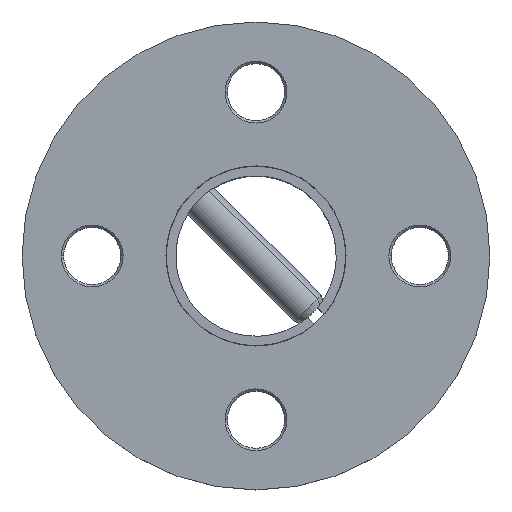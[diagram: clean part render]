
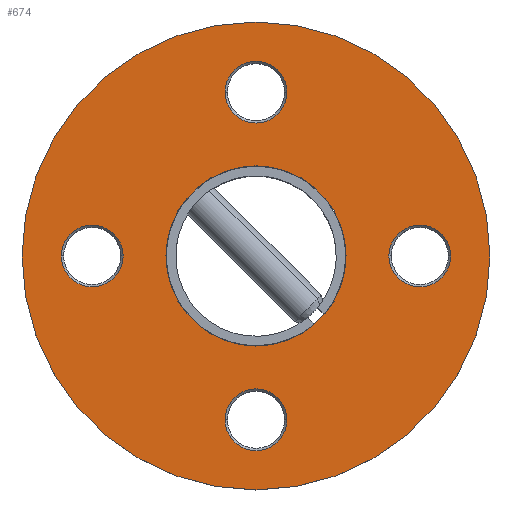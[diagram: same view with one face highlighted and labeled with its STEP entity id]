
A CAD part, top view. The second image highlights one B-rep face of the part: STEP entity #674.
In plain terms, the highlighted planar face has unit normal (0, 0, 1).
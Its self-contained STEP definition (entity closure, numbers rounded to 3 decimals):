
#2 = CARTESIAN_POINT ( 'NONE',  ( 0., 0., 6. ) ) ;
#21 = CIRCLE ( 'NONE', #2024, 6.6 ) ;
#47 = CARTESIAN_POINT ( 'NONE',  ( 6.6, 35., 6. ) ) ;
#54 = VERTEX_POINT ( 'NONE', #220 ) ;
#68 = CARTESIAN_POINT ( 'NONE',  ( 0., -35., 6. ) ) ;
#90 = CIRCLE ( 'NONE', #129, 19.25 ) ;
#121 = CARTESIAN_POINT ( 'NONE',  ( 50., 0., 6. ) ) ;
#129 = AXIS2_PLACEMENT_3D ( 'NONE', #1614, #2381, #721 ) ;
#131 = EDGE_LOOP ( 'NONE', ( #1070, #481 ) ) ;
#165 = EDGE_CURVE ( 'NONE', #370, #1947, #796, .T. ) ;
#199 = DIRECTION ( 'NONE',  ( 1., 0., 0. ) ) ;
#212 = DIRECTION ( 'NONE',  ( 1., 0., 0. ) ) ;
#220 = CARTESIAN_POINT ( 'NONE',  ( 19.25, 0., 6. ) ) ;
#271 = VERTEX_POINT ( 'NONE', #1809 ) ;
#311 = EDGE_CURVE ( 'NONE', #1843, #520, #1581, .T. ) ;
#322 = DIRECTION ( 'NONE',  ( 1., 0., 0. ) ) ;
#334 = EDGE_LOOP ( 'NONE', ( #513, #1660 ) ) ;
#370 = VERTEX_POINT ( 'NONE', #1270 ) ;
#399 = EDGE_CURVE ( 'NONE', #271, #2231, #21, .T. ) ;
#443 = DIRECTION ( 'NONE',  ( 1., 0., 0. ) ) ;
#444 = ORIENTED_EDGE ( 'NONE', *, *, #399, .T. ) ;
#455 = EDGE_LOOP ( 'NONE', ( #2201, #2005 ) ) ;
#476 = AXIS2_PLACEMENT_3D ( 'NONE', #1531, #2292, #1190 ) ;
#481 = ORIENTED_EDGE ( 'NONE', *, *, #586, .T. ) ;
#490 = CARTESIAN_POINT ( 'NONE',  ( 35., 0., 6. ) ) ;
#503 = CARTESIAN_POINT ( 'NONE',  ( 0., 0., 6. ) ) ;
#513 = ORIENTED_EDGE ( 'NONE', *, *, #311, .T. ) ;
#516 = CARTESIAN_POINT ( 'NONE',  ( 0., 0., 6. ) ) ;
#520 = VERTEX_POINT ( 'NONE', #1731 ) ;
#545 = DIRECTION ( 'NONE',  ( 0., 0., -1. ) ) ;
#561 = AXIS2_PLACEMENT_3D ( 'NONE', #2, #751, #199 ) ;
#565 = CARTESIAN_POINT ( 'NONE',  ( -28.4, 0., 6. ) ) ;
#571 = FACE_BOUND ( 'NONE', #455, .T. ) ;
#574 = CIRCLE ( 'NONE', #2066, 6.6 ) ;
#580 = CARTESIAN_POINT ( 'NONE',  ( -41.6, 0., 6. ) ) ;
#583 = FACE_BOUND ( 'NONE', #334, .T. ) ;
#586 = EDGE_CURVE ( 'NONE', #1231, #1682, #1326, .T. ) ;
#591 = CARTESIAN_POINT ( 'NONE',  ( -19.25, 0., 6. ) ) ;
#610 = AXIS2_PLACEMENT_3D ( 'NONE', #1436, #1632, #322 ) ;
#674 = ADVANCED_FACE ( 'NONE', ( #583, #763, #571, #2033, #1871, #1679 ), #1127, .T. ) ;
#715 = EDGE_CURVE ( 'NONE', #1257, #54, #1277, .T. ) ;
#721 = DIRECTION ( 'NONE',  ( 1., 0., 0. ) ) ;
#751 = DIRECTION ( 'NONE',  ( 0., 0., 1. ) ) ;
#756 = AXIS2_PLACEMENT_3D ( 'NONE', #1617, #545, #1265 ) ;
#763 = FACE_BOUND ( 'NONE', #131, .T. ) ;
#788 = AXIS2_PLACEMENT_3D ( 'NONE', #516, #2140, #1239 ) ;
#796 = CIRCLE ( 'NONE', #989, 6.6 ) ;
#806 = DIRECTION ( 'NONE',  ( 1., 0., 0. ) ) ;
#810 = CARTESIAN_POINT ( 'NONE',  ( 41.6, 0., 6. ) ) ;
#865 = AXIS2_PLACEMENT_3D ( 'NONE', #2243, #960, #2029 ) ;
#960 = DIRECTION ( 'NONE',  ( 0., 0., -1. ) ) ;
#989 = AXIS2_PLACEMENT_3D ( 'NONE', #68, #2328, #806 ) ;
#1021 = EDGE_LOOP ( 'NONE', ( #2390, #2277 ) ) ;
#1070 = ORIENTED_EDGE ( 'NONE', *, *, #1078, .T. ) ;
#1078 = EDGE_CURVE ( 'NONE', #1682, #1231, #1774, .T. ) ;
#1127 = PLANE ( 'NONE',  #1202 ) ;
#1149 = ORIENTED_EDGE ( 'NONE', *, *, #1636, .F. ) ;
#1190 = DIRECTION ( 'NONE',  ( 1., 0., 0. ) ) ;
#1202 = AXIS2_PLACEMENT_3D ( 'NONE', #1490, #1859, #212 ) ;
#1231 = VERTEX_POINT ( 'NONE', #580 ) ;
#1239 = DIRECTION ( 'NONE',  ( 1., 0., 0. ) ) ;
#1252 = EDGE_CURVE ( 'NONE', #520, #1843, #2094, .T. ) ;
#1257 = VERTEX_POINT ( 'NONE', #591 ) ;
#1265 = DIRECTION ( 'NONE',  ( 1., 0., 0. ) ) ;
#1270 = CARTESIAN_POINT ( 'NONE',  ( 6.6, -35., 6. ) ) ;
#1277 = CIRCLE ( 'NONE', #561, 19.25 ) ;
#1278 = AXIS2_PLACEMENT_3D ( 'NONE', #503, #2002, #1602 ) ;
#1296 = DIRECTION ( 'NONE',  ( 0., 0., -1. ) ) ;
#1326 = CIRCLE ( 'NONE', #610, 6.6 ) ;
#1362 = AXIS2_PLACEMENT_3D ( 'NONE', #2392, #1462, #2365 ) ;
#1375 = ORIENTED_EDGE ( 'NONE', *, *, #715, .F. ) ;
#1427 = CIRCLE ( 'NONE', #476, 6.6 ) ;
#1436 = CARTESIAN_POINT ( 'NONE',  ( -35., 0., 6. ) ) ;
#1462 = DIRECTION ( 'NONE',  ( 0., 0., -1. ) ) ;
#1490 = CARTESIAN_POINT ( 'NONE',  ( 0., 0., 6. ) ) ;
#1504 = CIRCLE ( 'NONE', #788, 50. ) ;
#1531 = CARTESIAN_POINT ( 'NONE',  ( 0., -35., 6. ) ) ;
#1548 = VERTEX_POINT ( 'NONE', #1750 ) ;
#1571 = EDGE_CURVE ( 'NONE', #1548, #1606, #1652, .T. ) ;
#1581 = CIRCLE ( 'NONE', #1362, 6.6 ) ;
#1588 = EDGE_CURVE ( 'NONE', #1606, #1548, #1504, .T. ) ;
#1602 = DIRECTION ( 'NONE',  ( 1., 0., 0. ) ) ;
#1606 = VERTEX_POINT ( 'NONE', #121 ) ;
#1614 = CARTESIAN_POINT ( 'NONE',  ( 0., 0., 6. ) ) ;
#1617 = CARTESIAN_POINT ( 'NONE',  ( -35., 0., 6. ) ) ;
#1632 = DIRECTION ( 'NONE',  ( 0., 0., -1. ) ) ;
#1636 = EDGE_CURVE ( 'NONE', #54, #1257, #90, .T. ) ;
#1652 = CIRCLE ( 'NONE', #1278, 50. ) ;
#1660 = ORIENTED_EDGE ( 'NONE', *, *, #1252, .T. ) ;
#1679 = FACE_OUTER_BOUND ( 'NONE', #1021, .T. ) ;
#1682 = VERTEX_POINT ( 'NONE', #565 ) ;
#1731 = CARTESIAN_POINT ( 'NONE',  ( -6.6, 35., 6. ) ) ;
#1750 = CARTESIAN_POINT ( 'NONE',  ( -50., 0., 6. ) ) ;
#1774 = CIRCLE ( 'NONE', #756, 6.6 ) ;
#1779 = EDGE_LOOP ( 'NONE', ( #2382, #444 ) ) ;
#1809 = CARTESIAN_POINT ( 'NONE',  ( 28.4, 0., 6. ) ) ;
#1843 = VERTEX_POINT ( 'NONE', #47 ) ;
#1859 = DIRECTION ( 'NONE',  ( 0., 0., 1. ) ) ;
#1862 = EDGE_LOOP ( 'NONE', ( #1375, #1149 ) ) ;
#1871 = FACE_BOUND ( 'NONE', #1862, .T. ) ;
#1873 = CARTESIAN_POINT ( 'NONE',  ( 35., 0., 6. ) ) ;
#1898 = EDGE_CURVE ( 'NONE', #1947, #370, #1427, .T. ) ;
#1947 = VERTEX_POINT ( 'NONE', #2163 ) ;
#1951 = DIRECTION ( 'NONE',  ( 0., 0., -1. ) ) ;
#2002 = DIRECTION ( 'NONE',  ( 0., 0., 1. ) ) ;
#2005 = ORIENTED_EDGE ( 'NONE', *, *, #1898, .T. ) ;
#2024 = AXIS2_PLACEMENT_3D ( 'NONE', #1873, #1296, #2073 ) ;
#2029 = DIRECTION ( 'NONE',  ( 1., 0., 0. ) ) ;
#2033 = FACE_BOUND ( 'NONE', #1779, .T. ) ;
#2066 = AXIS2_PLACEMENT_3D ( 'NONE', #490, #1951, #443 ) ;
#2073 = DIRECTION ( 'NONE',  ( 1., 0., 0. ) ) ;
#2094 = CIRCLE ( 'NONE', #865, 6.6 ) ;
#2109 = EDGE_CURVE ( 'NONE', #2231, #271, #574, .T. ) ;
#2140 = DIRECTION ( 'NONE',  ( 0., 0., 1. ) ) ;
#2163 = CARTESIAN_POINT ( 'NONE',  ( -6.6, -35., 6. ) ) ;
#2201 = ORIENTED_EDGE ( 'NONE', *, *, #165, .T. ) ;
#2231 = VERTEX_POINT ( 'NONE', #810 ) ;
#2243 = CARTESIAN_POINT ( 'NONE',  ( 0., 35., 6. ) ) ;
#2277 = ORIENTED_EDGE ( 'NONE', *, *, #1588, .T. ) ;
#2292 = DIRECTION ( 'NONE',  ( 0., 0., -1. ) ) ;
#2328 = DIRECTION ( 'NONE',  ( 0., 0., -1. ) ) ;
#2365 = DIRECTION ( 'NONE',  ( 1., 0., 0. ) ) ;
#2381 = DIRECTION ( 'NONE',  ( 0., 0., 1. ) ) ;
#2382 = ORIENTED_EDGE ( 'NONE', *, *, #2109, .T. ) ;
#2390 = ORIENTED_EDGE ( 'NONE', *, *, #1571, .T. ) ;
#2392 = CARTESIAN_POINT ( 'NONE',  ( 0., 35., 6. ) ) ;
